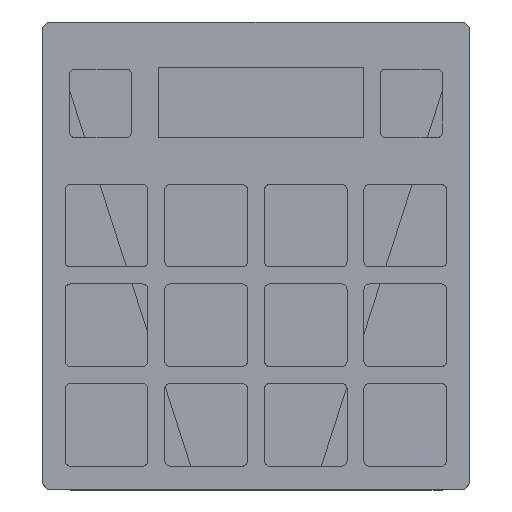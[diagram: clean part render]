
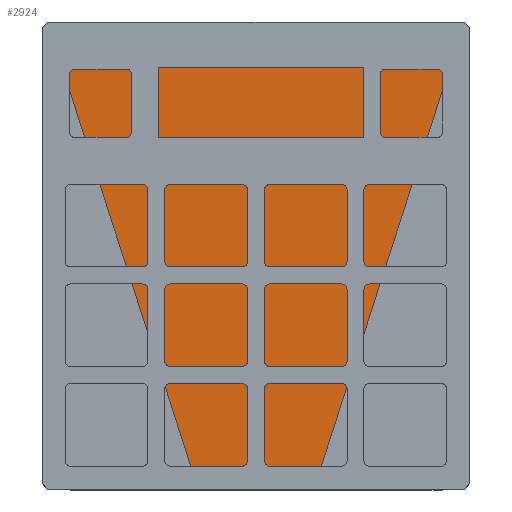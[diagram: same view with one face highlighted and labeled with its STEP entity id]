
A CAD part, top view. The second image highlights one B-rep face of the part: STEP entity #2924.
In plain terms, the highlighted planar face has unit normal (0, 0, 1).
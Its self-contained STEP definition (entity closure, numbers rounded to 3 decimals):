
#234=FACE_OUTER_BOUND('',#388,.T.);
#388=EDGE_LOOP('',(#2002,#2003,#2004,#2005));
#609=LINE('',#4316,#923);
#610=LINE('',#4318,#924);
#611=LINE('',#4320,#925);
#612=LINE('',#4321,#926);
#923=VECTOR('',#3381,10.);
#924=VECTOR('',#3382,10.);
#925=VECTOR('',#3383,10.);
#926=VECTOR('',#3384,92.474);
#1237=VERTEX_POINT('',#4314);
#1238=VERTEX_POINT('',#4315);
#1239=VERTEX_POINT('',#4317);
#1240=VERTEX_POINT('',#4319);
#1541=EDGE_CURVE('',#1237,#1238,#609,.T.);
#1542=EDGE_CURVE('',#1239,#1237,#610,.T.);
#1543=EDGE_CURVE('',#1240,#1239,#611,.T.);
#1544=EDGE_CURVE('',#1240,#1238,#612,.T.);
#2002=ORIENTED_EDGE('',*,*,#1541,.F.);
#2003=ORIENTED_EDGE('',*,*,#1542,.F.);
#2004=ORIENTED_EDGE('',*,*,#1543,.F.);
#2005=ORIENTED_EDGE('',*,*,#1544,.T.);
#2834=PLANE('',#3079);
#2924=ADVANCED_FACE('',(#234),#2834,.T.);
#3079=AXIS2_PLACEMENT_3D('',#4313,#3379,#3380);
#3379=DIRECTION('center_axis',(0.,0.,1.));
#3380=DIRECTION('ref_axis',(1.,0.,0.));
#3381=DIRECTION('',(-1.,0.,0.));
#3382=DIRECTION('',(-0.307,-0.952,0.));
#3383=DIRECTION('',(1.,0.,0.));
#3384=DIRECTION('',(0.307,-0.952,0.));
#4313=CARTESIAN_POINT('Origin',(185.359,-46.53,-5.307));
#4314=CARTESIAN_POINT('',(157.543,-132.889,-5.286));
#4315=CARTESIAN_POINT('',(134.456,-132.889,-5.286));
#4316=CARTESIAN_POINT('',(145.989,-132.889,-5.286));
#4317=CARTESIAN_POINT('',(185.359,-46.53,-5.307));
#4318=CARTESIAN_POINT('',(185.359,-46.53,-5.307));
#4319=CARTESIAN_POINT('',(106.62,-46.53,-5.307));
#4320=CARTESIAN_POINT('',(165.674,-46.53,-5.307));
#4321=CARTESIAN_POINT('',(106.62,-46.53,-5.307));
